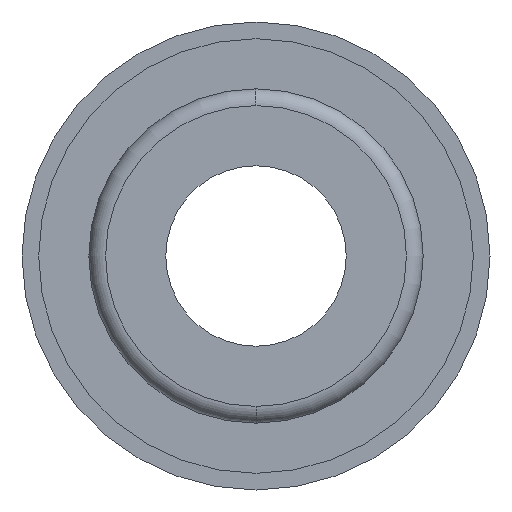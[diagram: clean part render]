
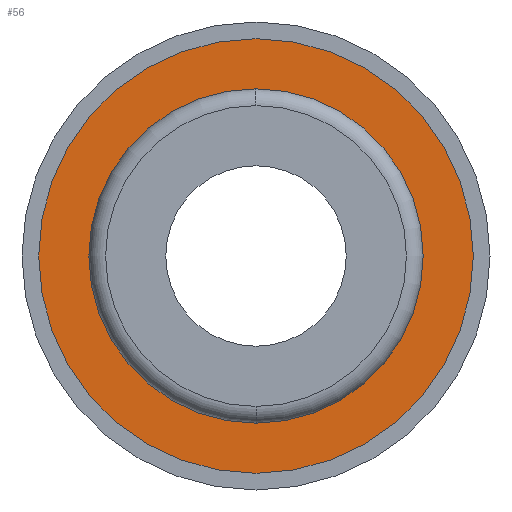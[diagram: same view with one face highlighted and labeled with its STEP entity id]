
A CAD part, front view. The second image highlights one B-rep face of the part: STEP entity #56.
In plain terms, the highlighted planar face has unit normal (0, -1, 0).
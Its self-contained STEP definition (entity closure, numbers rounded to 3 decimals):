
#56=ADVANCED_FACE('',(#135,#136),#137,.T.);
#135=FACE_OUTER_BOUND('',#238,.T.);
#136=FACE_BOUND('',#239,.T.);
#137=PLANE('',#240);
#238=EDGE_LOOP('',(#339,#340));
#239=EDGE_LOOP('',(#341,#342));
#240=AXIS2_PLACEMENT_3D('',#343,#344,#345);
#339=ORIENTED_EDGE('',*,*,#588,.T.);
#340=ORIENTED_EDGE('',*,*,#589,.T.);
#341=ORIENTED_EDGE('',*,*,#590,.F.);
#342=ORIENTED_EDGE('',*,*,#591,.F.);
#343=CARTESIAN_POINT('',(0.0,10.0,0.0));
#344=DIRECTION('',(0.0,-1.0,0.0));
#345=DIRECTION('',(-1.0,0.0,0.0));
#588=EDGE_CURVE('',#688,#689,#690,.T.);
#589=EDGE_CURVE('',#689,#688,#691,.T.);
#590=EDGE_CURVE('',#692,#693,#694,.T.);
#591=EDGE_CURVE('',#693,#692,#695,.T.);
#688=VERTEX_POINT('',#826);
#689=VERTEX_POINT('',#827);
#690=CIRCLE('',#828,3.25);
#691=CIRCLE('',#829,3.25);
#692=VERTEX_POINT('',#830);
#693=VERTEX_POINT('',#831);
#694=CIRCLE('',#832,2.5);
#695=CIRCLE('',#833,2.5);
#826=CARTESIAN_POINT('',(3.25,10.0,0.0));
#827=CARTESIAN_POINT('',(-3.25,10.0,0.));
#828=AXIS2_PLACEMENT_3D('',#986,#987,#988);
#829=AXIS2_PLACEMENT_3D('',#989,#990,#991);
#830=CARTESIAN_POINT('',(-2.5,10.0,0.));
#831=CARTESIAN_POINT('',(2.5,10.0,0.));
#832=AXIS2_PLACEMENT_3D('',#992,#993,#994);
#833=AXIS2_PLACEMENT_3D('',#995,#996,#997);
#986=CARTESIAN_POINT('',(0.0,10.0,0.0));
#987=DIRECTION('',(0.0,-1.0,0.0));
#988=DIRECTION('',(1.0,0.0,0.0));
#989=CARTESIAN_POINT('',(0.0,10.0,0.0));
#990=DIRECTION('',(0.0,-1.0,0.0));
#991=DIRECTION('',(1.0,0.0,0.0));
#992=CARTESIAN_POINT('',(0.0,10.0,0.0));
#993=DIRECTION('',(0.0,-1.0,0.0));
#994=DIRECTION('',(1.0,0.0,0.0));
#995=CARTESIAN_POINT('',(0.0,10.0,0.0));
#996=DIRECTION('',(0.0,-1.0,0.0));
#997=DIRECTION('',(1.0,0.0,0.0));
